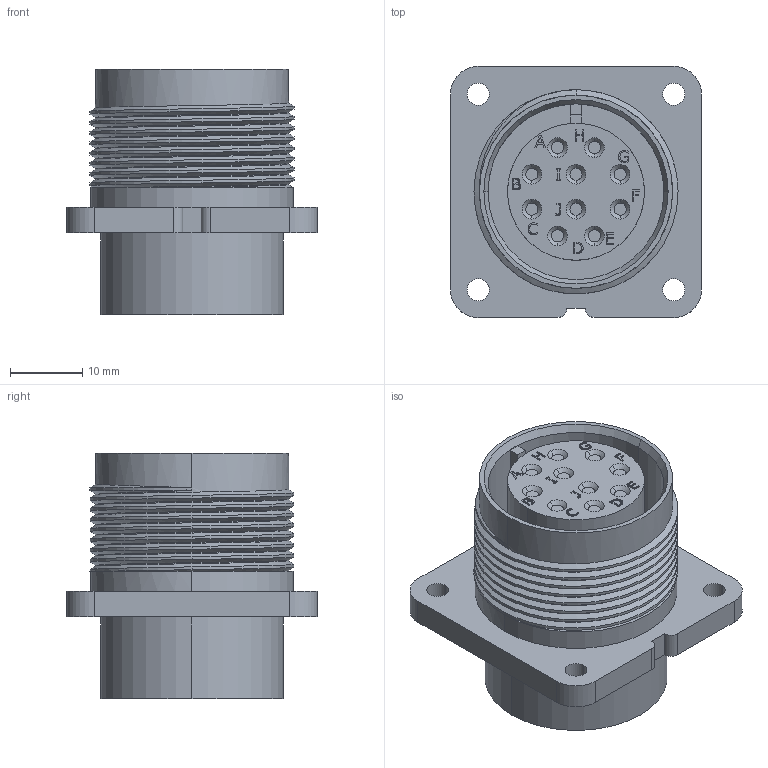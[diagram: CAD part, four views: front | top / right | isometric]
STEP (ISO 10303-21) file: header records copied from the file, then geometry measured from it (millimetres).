
FILE_DESCRIPTION (( 'STEP AP203' ), '1' );
FILE_NAME ('CXC3102A181S.STEP', '2016-04-21T19:44:26', ( '' ), ( '' ), 'SwSTEP 2.0', 'SolidWorks 2014', '' );
FILE_SCHEMA (( 'CONFIG_CONTROL_DESIGN' ));
Length unit declared in the file: inch
Products named in the file (1): CXC3102A181S
Bounding box: 34.67 x 34.67 x 33.91 mm (x, y, z)
Volume: 15540.3 mm3; surface area: 9122.3 mm2
Topology: 1 solids, 1 shells, 521 faces, 1370 edges, 894 vertices
Faces by surface type: plane 270, cylinder 111, bspline 102, cone 25, sphere 11, torus 2
Entity records: 20893 total; most frequent: CARTESIAN_POINT 8792, ORIENTED_EDGE 2708, DIRECTION 2099, EDGE_CURVE 1354, VERTEX_POINT 888, VECTOR 859, LINE 859, AXIS2_PLACEMENT_3D 620
